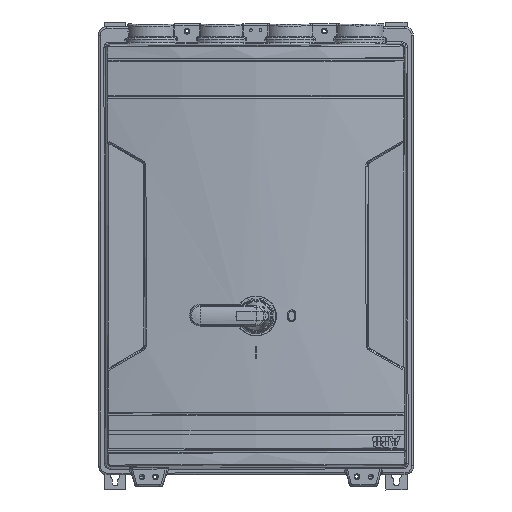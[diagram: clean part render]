
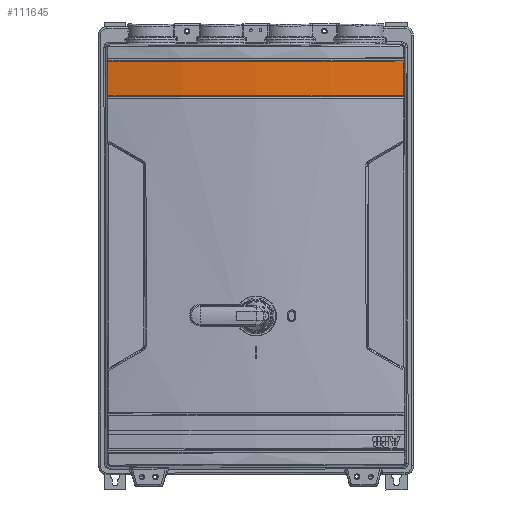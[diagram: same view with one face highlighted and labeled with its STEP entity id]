
A CAD part, front view. The second image highlights one B-rep face of the part: STEP entity #111645.
In plain terms, the highlighted cylindrical face has radius 1500 mm (diameter 3000 mm), a partial arc.
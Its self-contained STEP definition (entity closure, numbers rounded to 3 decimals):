
#24113=CARTESIAN_POINT('',(-274.662,-98.986,
355.68));
#24115=CARTESIAN_POINT('',(-274.583,-98.986,
291.336));
#24145=CARTESIAN_POINT('',(0.858,1375.493,
356.016));
#24146=DIRECTION('',(-0.001,0.,1.));
#24147=DIRECTION('',(-0.184,-0.983,0.));
#24148=AXIS2_PLACEMENT_3D('',#24145,#24146,#24147);
#24150=DIRECTION('',(-0.001,0.,1.));
#24151=VECTOR('',#24150,64.343);
#24152=CARTESIAN_POINT('',(276.456,-98.986,
292.008));
#24153=LINE('',#24152,#24151);
#24154=CARTESIAN_POINT('',(0.936,1375.493,
291.672));
#24155=DIRECTION('',(0.001,0.,-1.));
#24156=DIRECTION('',(0.184,-0.983,0.));
#24157=AXIS2_PLACEMENT_3D('',#24154,#24155,#24156);
#24159=DIRECTION('',(-0.001,0.,1.));
#24160=VECTOR('',#24159,64.343);
#24161=CARTESIAN_POINT('',(-274.583,-98.986,
291.336));
#24162=LINE('',#24161,#24160);
#24221=CARTESIAN_POINT('',(276.456,-98.986,
292.008));
#60408=VERTEX_POINT('',#24113);
#60411=CARTESIAN_POINT('',(276.377,-98.986,
356.352));
#60412=VERTEX_POINT('',#60411);
#60421=VERTEX_POINT('',#24115);
#60436=VERTEX_POINT('',#24221);
#111632=CARTESIAN_POINT('',(0.818,1375.493,
388.844));
#111633=DIRECTION('',(0.001,0.,-1.));
#111634=DIRECTION('',(1.,0.,0.001));
#111635=AXIS2_PLACEMENT_3D('',#111632,#111633,#111634);
#111636=CYLINDRICAL_SURFACE('',#111635,1500.);
#111637=ORIENTED_EDGE('',*,*,#78474,.T.);
#111639=ORIENTED_EDGE('',*,*,#111638,.F.);
#111641=ORIENTED_EDGE('',*,*,#111640,.T.);
#111642=ORIENTED_EDGE('',*,*,#111618,.T.);
#111643=EDGE_LOOP('',(#111637,#111639,#111641,#111642));
#111644=FACE_OUTER_BOUND('',#111643,.F.);
#24149=CIRCLE('',#24148,1500.);
#24158=CIRCLE('',#24157,1500.);
#78474=EDGE_CURVE('',#60408,#60412,#24149,.T.);
#111618=EDGE_CURVE('',#60421,#60408,#24162,.T.);
#111638=EDGE_CURVE('',#60436,#60412,#24153,.T.);
#111640=EDGE_CURVE('',#60436,#60421,#24158,.T.);
#111645=ADVANCED_FACE('',(#111644),#111636,.T.);
